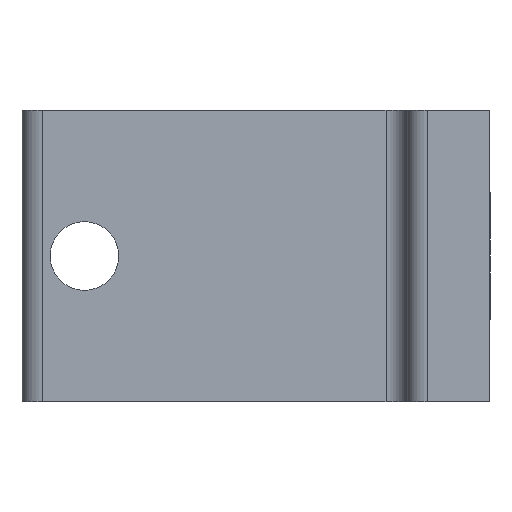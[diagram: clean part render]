
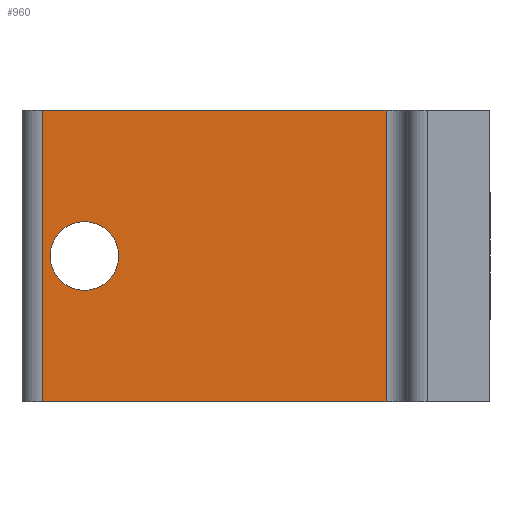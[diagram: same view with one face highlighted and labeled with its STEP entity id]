
A CAD part, left-side view. The second image highlights one B-rep face of the part: STEP entity #960.
In plain terms, the highlighted planar face has unit normal (-1, 0, 0).
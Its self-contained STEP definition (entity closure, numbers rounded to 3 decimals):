
#3 = AXIS2_PLACEMENT_3D ( 'NONE', #856, #857, #858 ) ;
#40 = CIRCLE ( 'NONE', #63, 3.3 ) ;
#49 = VECTOR ( 'NONE', #506, 1000. ) ;
#55 = EDGE_CURVE ( 'NONE', #492, #491, #149, .T. ) ;
#58 = EDGE_CURVE ( 'NONE', #462, #135, #40, .T. ) ;
#63 = AXIS2_PLACEMENT_3D ( 'NONE', #512, #513, #514 ) ;
#104 = AXIS2_PLACEMENT_3D ( 'NONE', #605, #606, #607 ) ;
#135 = VERTEX_POINT ( 'NONE', #560 ) ;
#149 = LINE ( 'NONE', #505, #49 ) ;
#167 = EDGE_CURVE ( 'NONE', #482, #483, #994, .T. ) ;
#178 = EDGE_CURVE ( 'NONE', #135, #462, #1013, .T. ) ;
#232 = EDGE_CURVE ( 'NONE', #491, #483, #1097, .T. ) ;
#234 = EDGE_CURVE ( 'NONE', #482, #492, #1102, .T. ) ;
#328 = EDGE_LOOP ( 'NONE', ( #381, #382, #383, #384 ) ) ;
#331 = EDGE_LOOP ( 'NONE', ( #379, #380 ) ) ;
#379 = ORIENTED_EDGE ( 'NONE', *, *, #58, .T. ) ;
#380 = ORIENTED_EDGE ( 'NONE', *, *, #178, .T. ) ;
#381 = ORIENTED_EDGE ( 'NONE', *, *, #167, .F. ) ;
#382 = ORIENTED_EDGE ( 'NONE', *, *, #234, .T. ) ;
#383 = ORIENTED_EDGE ( 'NONE', *, *, #55, .T. ) ;
#384 = ORIENTED_EDGE ( 'NONE', *, *, #232, .T. ) ;
#462 = VERTEX_POINT ( 'NONE', #771 ) ;
#482 = VERTEX_POINT ( 'NONE', #791 ) ;
#483 = VERTEX_POINT ( 'NONE', #792 ) ;
#491 = VERTEX_POINT ( 'NONE', #800 ) ;
#492 = VERTEX_POINT ( 'NONE', #801 ) ;
#505 = CARTESIAN_POINT ( 'NONE',  ( -47.5, 45., 0. ) ) ;
#506 = DIRECTION ( 'NONE',  ( 0., 1., 0. ) ) ;
#512 = CARTESIAN_POINT ( 'NONE',  ( -47.5, 39., -14. ) ) ;
#513 = DIRECTION ( 'NONE',  ( 1., 0., 0. ) ) ;
#514 = DIRECTION ( 'NONE',  ( 0., 0., -1. ) ) ;
#560 = CARTESIAN_POINT ( 'NONE',  ( -47.5, 39., -10.7 ) ) ;
#578 = CARTESIAN_POINT ( 'NONE',  ( -47.5, 45., -28. ) ) ;
#579 = DIRECTION ( 'NONE',  ( 0., 1., 0. ) ) ;
#605 = CARTESIAN_POINT ( 'NONE',  ( -47.5, 39., -14. ) ) ;
#606 = DIRECTION ( 'NONE',  ( 1., 0., 0. ) ) ;
#607 = DIRECTION ( 'NONE',  ( 0., 0., -1. ) ) ;
#755 = CARTESIAN_POINT ( 'NONE',  ( -47.5, 43., -28. ) ) ;
#756 = DIRECTION ( 'NONE',  ( 0., 0., -1. ) ) ;
#759 = CARTESIAN_POINT ( 'NONE',  ( -47.5, 10., 0. ) ) ;
#760 = DIRECTION ( 'NONE',  ( 0., 0., 1. ) ) ;
#771 = CARTESIAN_POINT ( 'NONE',  ( -47.5, 39., -17.3 ) ) ;
#791 = CARTESIAN_POINT ( 'NONE',  ( -47.5, 10., -28. ) ) ;
#792 = CARTESIAN_POINT ( 'NONE',  ( -47.5, 43., -28. ) ) ;
#800 = CARTESIAN_POINT ( 'NONE',  ( -47.5, 43., 0. ) ) ;
#801 = CARTESIAN_POINT ( 'NONE',  ( -47.5, 10., 0. ) ) ;
#855 = PLANE ( 'NONE',  #3 ) ;
#856 = CARTESIAN_POINT ( 'NONE',  ( -47.5, 45., -28. ) ) ;
#857 = DIRECTION ( 'NONE',  ( 1., 0., 0. ) ) ;
#858 = DIRECTION ( 'NONE',  ( 0., 0., -1. ) ) ;
#960 = ADVANCED_FACE ( 'NONE', ( #1127, #1128 ), #855, .F. ) ;
#994 = LINE ( 'NONE', #578, #996 ) ;
#996 = VECTOR ( 'NONE', #579, 1000. ) ;
#1013 = CIRCLE ( 'NONE', #104, 3.3 ) ;
#1097 = LINE ( 'NONE', #755, #1099 ) ;
#1099 = VECTOR ( 'NONE', #756, 1000. ) ;
#1102 = LINE ( 'NONE', #759, #1103 ) ;
#1103 = VECTOR ( 'NONE', #760, 1000. ) ;
#1127 = FACE_BOUND ( 'NONE', #331, .T. ) ;
#1128 = FACE_OUTER_BOUND ( 'NONE', #328, .T. ) ;
